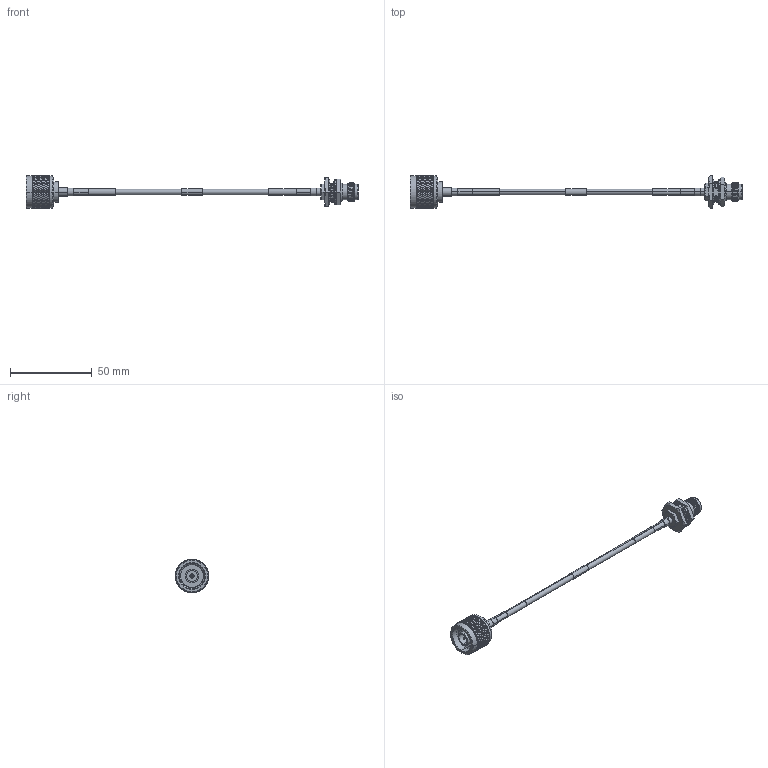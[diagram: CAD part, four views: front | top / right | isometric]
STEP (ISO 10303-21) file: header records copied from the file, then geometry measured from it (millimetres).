
FILE_DESCRIPTION (( 'STEP AP214' ), '1' );
FILE_NAME ('LCCA30513_3D.STEP', '2020-05-07T18:49:13', ( '' ), ( '' ), 'SwSTEP 2.0', 'SolidWorks 2018', '' );
FILE_SCHEMA (( 'AUTOMOTIVE_DESIGN' ));
Length unit declared in the file: inch
Products named in the file (6): LCCN3051; LCCN3064; LCCA30513_3D; 1AW01-003_.152 ID; LC141TBJ (141 Formable with HeatShrink); LC141TBJ-PROD
Assembly tree (7 placements, depth 3):
  LCCA30513_3D
    LC141TBJ-PROD
      LC141TBJ (141 Formable with HeatShrink)
      1AW01-003_.152 ID  x3
    LCCN3051
    LCCN3064
Bounding box: 203 x 20.32 x 20.32 mm (x, y, z)
Volume: 7988.4 mm3; surface area: 10608.6 mm2
Topology: 12 solids, 12 shells, 2620 faces, 5729 edges, 3157 vertices
Faces by surface type: bspline 1871, cylinder 588, plane 91, cone 68, torus 2
Entity records: 113909 total; most frequent: CARTESIAN_POINT 77181, ORIENTED_EDGE 11410, EDGE_CURVE 5705, VERTEX_POINT 3141, EDGE_LOOP 2646, DIRECTION 2609, FACE_OUTER_BOUND 2608, ADVANCED_FACE 2608
